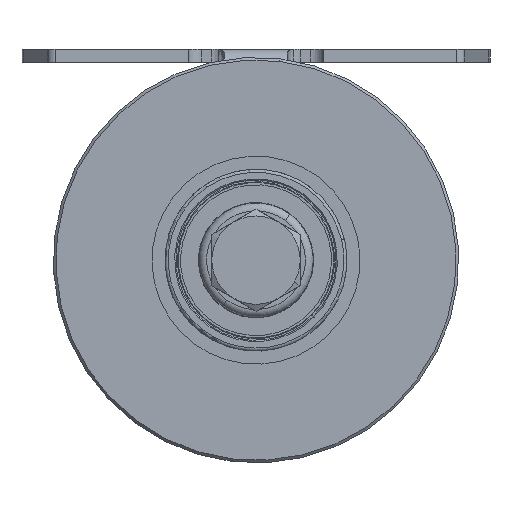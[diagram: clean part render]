
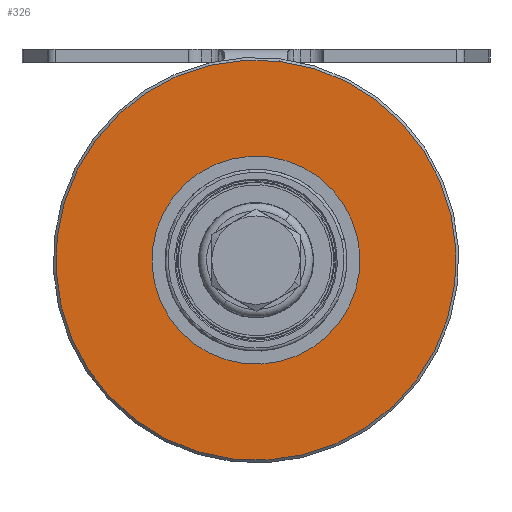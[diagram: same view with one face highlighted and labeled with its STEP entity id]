
A CAD part, front view. The second image highlights one B-rep face of the part: STEP entity #326.
In plain terms, the highlighted planar face has unit normal (0, -1, 0).
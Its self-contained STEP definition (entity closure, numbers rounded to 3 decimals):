
#62 = DIRECTION ( 'NONE',  ( 0., 0., 1. ) ) ;
#196 = EDGE_LOOP ( 'NONE', ( #3091, #4779 ) ) ;
#253 = AXIS2_PLACEMENT_3D ( 'NONE', #9104, #419, #1261 ) ;
#293 = CARTESIAN_POINT ( 'NONE',  ( 0., -8.5, -20. ) ) ;
#326 = ADVANCED_FACE ( 'NONE', ( #5462, #3963 ), #10030, .F. ) ;
#419 = DIRECTION ( 'NONE',  ( 0., -1., 0. ) ) ;
#788 = CIRCLE ( 'NONE', #6146, 38.5 ) ;
#1261 = DIRECTION ( 'NONE',  ( 0., 0., 1. ) ) ;
#1373 = CARTESIAN_POINT ( 'NONE',  ( 0., -8.5, 38.5 ) ) ;
#1555 = VERTEX_POINT ( 'NONE', #2591 ) ;
#2591 = CARTESIAN_POINT ( 'NONE',  ( 0., -8.5, -38.5 ) ) ;
#2681 = ORIENTED_EDGE ( 'NONE', *, *, #2797, .T. ) ;
#2797 = EDGE_CURVE ( 'NONE', #10571, #3359, #8432, .T. ) ;
#3091 = ORIENTED_EDGE ( 'NONE', *, *, #4832, .T. ) ;
#3292 = DIRECTION ( 'NONE',  ( 0., 1., 0. ) ) ;
#3359 = VERTEX_POINT ( 'NONE', #293 ) ;
#3908 = CARTESIAN_POINT ( 'NONE',  ( 0., -8.5, 0. ) ) ;
#3963 = FACE_BOUND ( 'NONE', #9198, .T. ) ;
#4084 = EDGE_CURVE ( 'NONE', #1555, #4901, #788, .T. ) ;
#4221 = ORIENTED_EDGE ( 'NONE', *, *, #5628, .T. ) ;
#4741 = DIRECTION ( 'NONE',  ( 0., 0., 1. ) ) ;
#4779 = ORIENTED_EDGE ( 'NONE', *, *, #4084, .T. ) ;
#4832 = EDGE_CURVE ( 'NONE', #4901, #1555, #5087, .T. ) ;
#4840 = DIRECTION ( 'NONE',  ( 0., 0., 1. ) ) ;
#4901 = VERTEX_POINT ( 'NONE', #1373 ) ;
#5087 = CIRCLE ( 'NONE', #253, 38.5 ) ;
#5214 = DIRECTION ( 'NONE',  ( 0., -1., 0. ) ) ;
#5414 = DIRECTION ( 'NONE',  ( 0., 1., 0. ) ) ;
#5462 = FACE_OUTER_BOUND ( 'NONE', #196, .T. ) ;
#5628 = EDGE_CURVE ( 'NONE', #3359, #10571, #7623, .T. ) ;
#6146 = AXIS2_PLACEMENT_3D ( 'NONE', #7551, #5214, #62 ) ;
#6160 = DIRECTION ( 'NONE',  ( 0., 0., 1. ) ) ;
#6800 = AXIS2_PLACEMENT_3D ( 'NONE', #11112, #3292, #4840 ) ;
#7551 = CARTESIAN_POINT ( 'NONE',  ( 0., -8.5, 0. ) ) ;
#7623 = CIRCLE ( 'NONE', #8345, 20. ) ;
#7891 = CARTESIAN_POINT ( 'NONE',  ( 0., -8.5, 20. ) ) ;
#8345 = AXIS2_PLACEMENT_3D ( 'NONE', #8730, #5414, #6160 ) ;
#8432 = CIRCLE ( 'NONE', #6800, 20. ) ;
#8681 = AXIS2_PLACEMENT_3D ( 'NONE', #3908, #9904, #4741 ) ;
#8730 = CARTESIAN_POINT ( 'NONE',  ( 0., -8.5, 0. ) ) ;
#9104 = CARTESIAN_POINT ( 'NONE',  ( 0., -8.5, 0. ) ) ;
#9198 = EDGE_LOOP ( 'NONE', ( #4221, #2681 ) ) ;
#9904 = DIRECTION ( 'NONE',  ( 0., 1., 0. ) ) ;
#10030 = PLANE ( 'NONE',  #8681 ) ;
#10571 = VERTEX_POINT ( 'NONE', #7891 ) ;
#11112 = CARTESIAN_POINT ( 'NONE',  ( 0., -8.5, 0. ) ) ;
